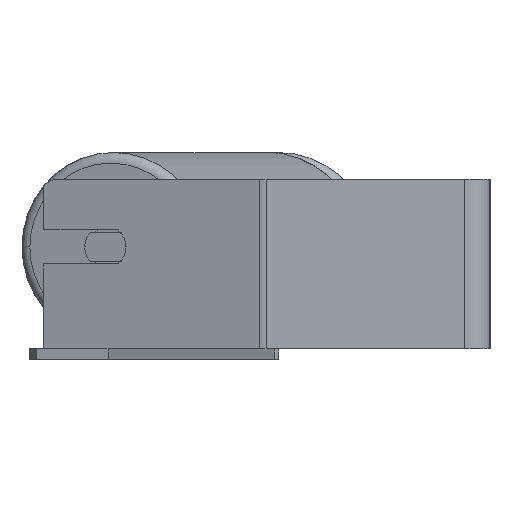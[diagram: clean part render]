
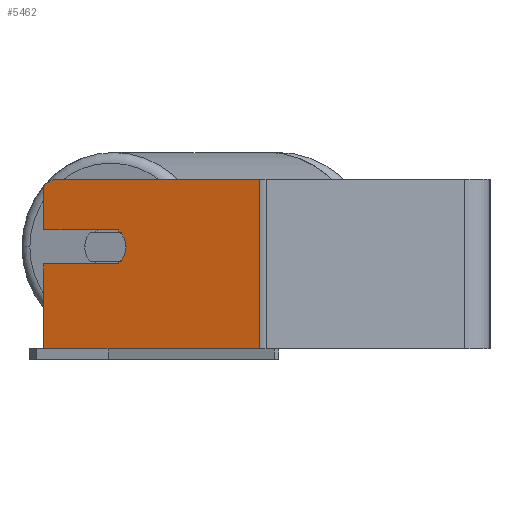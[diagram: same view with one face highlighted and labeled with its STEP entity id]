
A CAD part, left-side view. The second image highlights one B-rep face of the part: STEP entity #5462.
In plain terms, the highlighted planar face has unit normal (-0.966, 0.259, 0).
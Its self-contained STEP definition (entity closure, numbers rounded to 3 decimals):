
#161 = DIRECTION ( 'NONE',  ( -0.259, -0.966, 0. ) ) ;
#519 = VERTEX_POINT ( 'NONE', #5744 ) ;
#542 = ORIENTED_EDGE ( 'NONE', *, *, #4217, .F. ) ;
#640 = VERTEX_POINT ( 'NONE', #7246 ) ;
#1194 = DIRECTION ( 'NONE',  ( 0.259, 0.966, 0. ) ) ;
#1374 = CARTESIAN_POINT ( 'NONE',  ( -470.136, 181.219, 8. ) ) ;
#1498 = DIRECTION ( 'NONE',  ( -0.259, -0.966, 0. ) ) ;
#1525 = DIRECTION ( 'NONE',  ( -0.259, -0.966, 0. ) ) ;
#1546 = LINE ( 'NONE', #6377, #7747 ) ;
#1597 = VERTEX_POINT ( 'NONE', #7311 ) ;
#1682 = EDGE_CURVE ( 'NONE', #2022, #640, #8906, .T. ) ;
#1841 = CARTESIAN_POINT ( 'NONE',  ( -471.689, 175.423, 16. ) ) ;
#1921 = CARTESIAN_POINT ( 'NONE',  ( -472.724, 171.56, 8. ) ) ;
#2022 = VERTEX_POINT ( 'NONE', #6278 ) ;
#2057 = EDGE_LOOP ( 'NONE', ( #2100, #8925, #4067, #4540, #5587, #7148, #542, #8506, #2803, #2703 ) ) ;
#2100 = ORIENTED_EDGE ( 'NONE', *, *, #3698, .F. ) ;
#2107 = DIRECTION ( 'NONE',  ( -0.966, 0.259, 0. ) ) ;
#2263 = VECTOR ( 'NONE', #8858, 1000. ) ;
#2349 = PLANE ( 'NONE',  #8169 ) ;
#2703 = ORIENTED_EDGE ( 'NONE', *, *, #6080, .F. ) ;
#2770 = VERTEX_POINT ( 'NONE', #6853 ) ;
#2803 = ORIENTED_EDGE ( 'NONE', *, *, #8362, .T. ) ;
#2956 = EDGE_CURVE ( 'NONE', #3434, #7127, #3160, .T. ) ;
#3053 = CARTESIAN_POINT ( 'NONE',  ( -471.689, 175.423, 0. ) ) ;
#3160 = CIRCLE ( 'NONE', #4774, 10. ) ;
#3434 = VERTEX_POINT ( 'NONE', #3053 ) ;
#3462 = LINE ( 'NONE', #8471, #3514 ) ;
#3514 = VECTOR ( 'NONE', #4202, 1000. ) ;
#3518 = CARTESIAN_POINT ( 'NONE',  ( -462.371, 210.197, -40. ) ) ;
#3528 = CARTESIAN_POINT ( 'NONE',  ( -470.136, 181.219, 8. ) ) ;
#3547 = LINE ( 'NONE', #8559, #7593 ) ;
#3642 = CARTESIAN_POINT ( 'NONE',  ( -489.591, 108.612, 40. ) ) ;
#3698 = EDGE_CURVE ( 'NONE', #519, #4882, #4934, .T. ) ;
#3811 = DIRECTION ( 'NONE',  ( 0.966, -0.259, 0. ) ) ;
#4067 = ORIENTED_EDGE ( 'NONE', *, *, #6078, .T. ) ;
#4202 = DIRECTION ( 'NONE',  ( 0.224, 0.837, -0.5 ) ) ;
#4217 = EDGE_CURVE ( 'NONE', #2022, #3434, #8394, .T. ) ;
#4540 = ORIENTED_EDGE ( 'NONE', *, *, #8201, .F. ) ;
#4774 = AXIS2_PLACEMENT_3D ( 'NONE', #1374, #2107, #7715 ) ;
#4799 = CARTESIAN_POINT ( 'NONE',  ( -462.371, 210.197, 40. ) ) ;
#4882 = VERTEX_POINT ( 'NONE', #3642 ) ;
#4934 = LINE ( 'NONE', #4799, #8601 ) ;
#5121 = VERTEX_POINT ( 'NONE', #1841 ) ;
#5158 = DIRECTION ( 'NONE',  ( 0.259, 0.966, 0. ) ) ;
#5288 = VECTOR ( 'NONE', #7169, 1000. ) ;
#5462 = ADVANCED_FACE ( 'NONE', ( #7359 ), #2349, .F. ) ;
#5587 = ORIENTED_EDGE ( 'NONE', *, *, #7965, .F. ) ;
#5744 = CARTESIAN_POINT ( 'NONE',  ( -463.666, 205.367, 40. ) ) ;
#6078 = EDGE_CURVE ( 'NONE', #8126, #2770, #3547, .T. ) ;
#6080 = EDGE_CURVE ( 'NONE', #4882, #1597, #1546, .T. ) ;
#6179 = VECTOR ( 'NONE', #1194, 1000. ) ;
#6278 = CARTESIAN_POINT ( 'NONE',  ( -462.371, 210.197, 0. ) ) ;
#6377 = CARTESIAN_POINT ( 'NONE',  ( -489.591, 108.612, 40. ) ) ;
#6405 = DIRECTION ( 'NONE',  ( -0.966, 0.259, 0. ) ) ;
#6427 = DIRECTION ( 'NONE',  ( 0., 0., -1. ) ) ;
#6675 = CARTESIAN_POINT ( 'NONE',  ( -462.371, 210.197, 40. ) ) ;
#6853 = CARTESIAN_POINT ( 'NONE',  ( -462.371, 210.197, 16. ) ) ;
#7127 = VERTEX_POINT ( 'NONE', #1921 ) ;
#7148 = ORIENTED_EDGE ( 'NONE', *, *, #2956, .F. ) ;
#7169 = DIRECTION ( 'NONE',  ( -0.259, -0.966, 0. ) ) ;
#7246 = CARTESIAN_POINT ( 'NONE',  ( -462.371, 210.197, -40. ) ) ;
#7311 = CARTESIAN_POINT ( 'NONE',  ( -489.591, 108.612, -40. ) ) ;
#7339 = AXIS2_PLACEMENT_3D ( 'NONE', #3528, #6405, #1525 ) ;
#7359 = FACE_OUTER_BOUND ( 'NONE', #2057, .T. ) ;
#7396 = CARTESIAN_POINT ( 'NONE',  ( -462.371, 210.197, 37.113 ) ) ;
#7527 = LINE ( 'NONE', #8167, #6179 ) ;
#7573 = CARTESIAN_POINT ( 'NONE',  ( -462.371, 210.197, 40. ) ) ;
#7593 = VECTOR ( 'NONE', #7829, 1000. ) ;
#7662 = LINE ( 'NONE', #3518, #5288 ) ;
#7715 = DIRECTION ( 'NONE',  ( -0.259, -0.966, 0. ) ) ;
#7717 = CARTESIAN_POINT ( 'NONE',  ( -471.689, 175.423, 0. ) ) ;
#7747 = VECTOR ( 'NONE', #6427, 1000. ) ;
#7829 = DIRECTION ( 'NONE',  ( 0., 0., -1. ) ) ;
#7879 = VECTOR ( 'NONE', #161, 1000. ) ;
#7965 = EDGE_CURVE ( 'NONE', #7127, #5121, #8648, .T. ) ;
#8126 = VERTEX_POINT ( 'NONE', #7396 ) ;
#8167 = CARTESIAN_POINT ( 'NONE',  ( -471.689, 175.423, 16. ) ) ;
#8169 = AXIS2_PLACEMENT_3D ( 'NONE', #6675, #3811, #5158 ) ;
#8201 = EDGE_CURVE ( 'NONE', #5121, #2770, #7527, .T. ) ;
#8362 = EDGE_CURVE ( 'NONE', #640, #1597, #7662, .T. ) ;
#8394 = LINE ( 'NONE', #7717, #7879 ) ;
#8471 = CARTESIAN_POINT ( 'NONE',  ( -462.371, 210.197, 37.113 ) ) ;
#8506 = ORIENTED_EDGE ( 'NONE', *, *, #1682, .T. ) ;
#8559 = CARTESIAN_POINT ( 'NONE',  ( -462.371, 210.197, 40. ) ) ;
#8601 = VECTOR ( 'NONE', #1498, 1000. ) ;
#8648 = CIRCLE ( 'NONE', #7339, 10. ) ;
#8689 = EDGE_CURVE ( 'NONE', #519, #8126, #3462, .T. ) ;
#8858 = DIRECTION ( 'NONE',  ( 0., 0., -1. ) ) ;
#8906 = LINE ( 'NONE', #7573, #2263 ) ;
#8925 = ORIENTED_EDGE ( 'NONE', *, *, #8689, .T. ) ;
